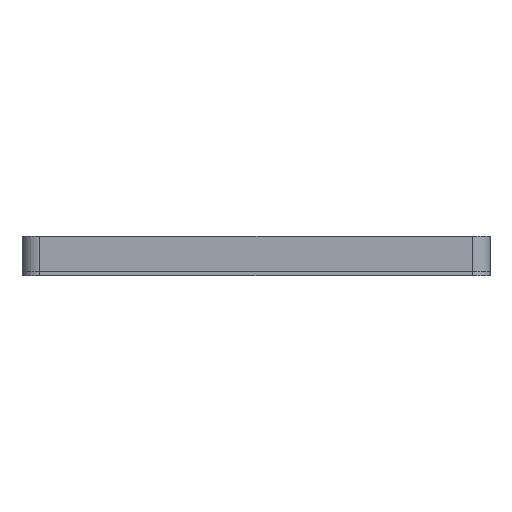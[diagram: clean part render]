
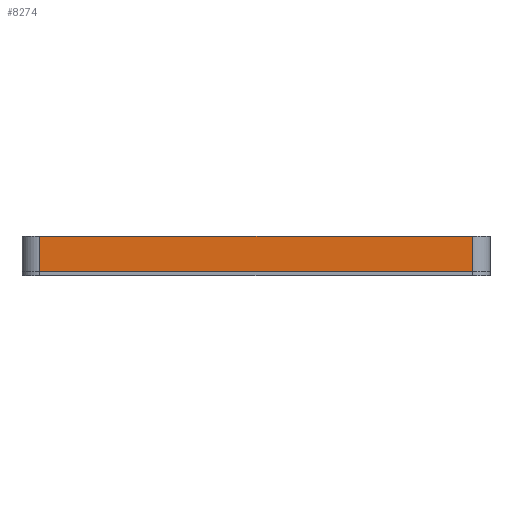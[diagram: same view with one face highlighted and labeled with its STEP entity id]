
A CAD part, front view. The second image highlights one B-rep face of the part: STEP entity #8274.
In plain terms, the highlighted face is planar.
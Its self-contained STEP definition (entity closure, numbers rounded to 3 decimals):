
#6813 = PLANE('',#6814);
#6814 = AXIS2_PLACEMENT_3D('',#6815,#6816,#6817);
#6815 = CARTESIAN_POINT('',(-53.,-13.,0.));
#6816 = DIRECTION('',(0.,0.,1.));
#6817 = DIRECTION('',(1.,0.,0.));
#6869 = PLANE('',#6870);
#6870 = AXIS2_PLACEMENT_3D('',#6871,#6872,#6873);
#6871 = CARTESIAN_POINT('',(-53.,-13.,8.));
#6872 = DIRECTION('',(0.,0.,1.));
#6873 = DIRECTION('',(1.,0.,0.));
#6997 = CYLINDRICAL_SURFACE('',#6998,4.);
#6998 = AXIS2_PLACEMENT_3D('',#6999,#7000,#7001);
#6999 = CARTESIAN_POINT('',(-49.,13.,0.));
#7000 = DIRECTION('',(-0.,-0.,-1.));
#7001 = DIRECTION('',(1.,0.,0.));
#7123 = VERTEX_POINT('',#7124);
#7124 = CARTESIAN_POINT('',(49.,17.,0.));
#7139 = CYLINDRICAL_SURFACE('',#7140,4.);
#7140 = AXIS2_PLACEMENT_3D('',#7141,#7142,#7143);
#7141 = CARTESIAN_POINT('',(49.,13.,0.));
#7142 = DIRECTION('',(-0.,-0.,-1.));
#7143 = DIRECTION('',(1.,0.,0.));
#7151 = EDGE_CURVE('',#7123,#7152,#7154,.T.);
#7152 = VERTEX_POINT('',#7153);
#7153 = CARTESIAN_POINT('',(-49.,17.,0.));
#7154 = SURFACE_CURVE('',#7155,(#7159,#7166),.PCURVE_S1.);
#7155 = LINE('',#7156,#7157);
#7156 = CARTESIAN_POINT('',(49.,17.,0.));
#7157 = VECTOR('',#7158,1.);
#7158 = DIRECTION('',(-1.,0.,0.));
#7159 = PCURVE('',#6813,#7160);
#7160 = DEFINITIONAL_REPRESENTATION('',(#7161),#7165);
#7161 = LINE('',#7162,#7163);
#7162 = CARTESIAN_POINT('',(102.,30.));
#7163 = VECTOR('',#7164,1.);
#7164 = DIRECTION('',(-1.,0.));
#7165 = ( GEOMETRIC_REPRESENTATION_CONTEXT(2) 
PARAMETRIC_REPRESENTATION_CONTEXT() REPRESENTATION_CONTEXT('2D SPACE',''
  ) );
#7166 = PCURVE('',#7167,#7172);
#7167 = PLANE('',#7168);
#7168 = AXIS2_PLACEMENT_3D('',#7169,#7170,#7171);
#7169 = CARTESIAN_POINT('',(49.,17.,0.));
#7170 = DIRECTION('',(0.,-1.,0.));
#7171 = DIRECTION('',(-1.,0.,0.));
#7172 = DEFINITIONAL_REPRESENTATION('',(#7173),#7177);
#7173 = LINE('',#7174,#7175);
#7174 = CARTESIAN_POINT('',(0.,-0.));
#7175 = VECTOR('',#7176,1.);
#7176 = DIRECTION('',(1.,0.));
#7177 = ( GEOMETRIC_REPRESENTATION_CONTEXT(2) 
PARAMETRIC_REPRESENTATION_CONTEXT() REPRESENTATION_CONTEXT('2D SPACE',''
  ) );
#7310 = EDGE_CURVE('',#7152,#7311,#7313,.T.);
#7311 = VERTEX_POINT('',#7312);
#7312 = CARTESIAN_POINT('',(-49.,17.,8.));
#7313 = SURFACE_CURVE('',#7314,(#7318,#7325),.PCURVE_S1.);
#7314 = LINE('',#7315,#7316);
#7315 = CARTESIAN_POINT('',(-49.,17.,0.));
#7316 = VECTOR('',#7317,1.);
#7317 = DIRECTION('',(0.,0.,1.));
#7318 = PCURVE('',#6997,#7319);
#7319 = DEFINITIONAL_REPRESENTATION('',(#7320),#7324);
#7320 = LINE('',#7321,#7322);
#7321 = CARTESIAN_POINT('',(-1.571,0.));
#7322 = VECTOR('',#7323,1.);
#7323 = DIRECTION('',(-0.,-1.));
#7324 = ( GEOMETRIC_REPRESENTATION_CONTEXT(2) 
PARAMETRIC_REPRESENTATION_CONTEXT() REPRESENTATION_CONTEXT('2D SPACE',''
  ) );
#7325 = PCURVE('',#7167,#7326);
#7326 = DEFINITIONAL_REPRESENTATION('',(#7327),#7331);
#7327 = LINE('',#7328,#7329);
#7328 = CARTESIAN_POINT('',(98.,0.));
#7329 = VECTOR('',#7330,1.);
#7330 = DIRECTION('',(0.,-1.));
#7331 = ( GEOMETRIC_REPRESENTATION_CONTEXT(2) 
PARAMETRIC_REPRESENTATION_CONTEXT() REPRESENTATION_CONTEXT('2D SPACE',''
  ) );
#7456 = VERTEX_POINT('',#7457);
#7457 = CARTESIAN_POINT('',(49.,17.,8.));
#7479 = EDGE_CURVE('',#7456,#7311,#7480,.T.);
#7480 = SURFACE_CURVE('',#7481,(#7485,#7492),.PCURVE_S1.);
#7481 = LINE('',#7482,#7483);
#7482 = CARTESIAN_POINT('',(49.,17.,8.));
#7483 = VECTOR('',#7484,1.);
#7484 = DIRECTION('',(-1.,0.,0.));
#7485 = PCURVE('',#6869,#7486);
#7486 = DEFINITIONAL_REPRESENTATION('',(#7487),#7491);
#7487 = LINE('',#7488,#7489);
#7488 = CARTESIAN_POINT('',(102.,30.));
#7489 = VECTOR('',#7490,1.);
#7490 = DIRECTION('',(-1.,0.));
#7491 = ( GEOMETRIC_REPRESENTATION_CONTEXT(2) 
PARAMETRIC_REPRESENTATION_CONTEXT() REPRESENTATION_CONTEXT('2D SPACE',''
  ) );
#7492 = PCURVE('',#7167,#7493);
#7493 = DEFINITIONAL_REPRESENTATION('',(#7494),#7498);
#7494 = LINE('',#7495,#7496);
#7495 = CARTESIAN_POINT('',(0.,-8.));
#7496 = VECTOR('',#7497,1.);
#7497 = DIRECTION('',(1.,0.));
#7498 = ( GEOMETRIC_REPRESENTATION_CONTEXT(2) 
PARAMETRIC_REPRESENTATION_CONTEXT() REPRESENTATION_CONTEXT('2D SPACE',''
  ) );
#8274 = ADVANCED_FACE('',(#8275),#7167,.F.);
#8275 = FACE_BOUND('',#8276,.F.);
#8276 = EDGE_LOOP('',(#8277,#8298,#8299,#8300));
#8277 = ORIENTED_EDGE('',*,*,#8278,.T.);
#8278 = EDGE_CURVE('',#7123,#7456,#8279,.T.);
#8279 = SURFACE_CURVE('',#8280,(#8284,#8291),.PCURVE_S1.);
#8280 = LINE('',#8281,#8282);
#8281 = CARTESIAN_POINT('',(49.,17.,0.));
#8282 = VECTOR('',#8283,1.);
#8283 = DIRECTION('',(0.,0.,1.));
#8284 = PCURVE('',#7167,#8285);
#8285 = DEFINITIONAL_REPRESENTATION('',(#8286),#8290);
#8286 = LINE('',#8287,#8288);
#8287 = CARTESIAN_POINT('',(0.,0.));
#8288 = VECTOR('',#8289,1.);
#8289 = DIRECTION('',(0.,-1.));
#8290 = ( GEOMETRIC_REPRESENTATION_CONTEXT(2) 
PARAMETRIC_REPRESENTATION_CONTEXT() REPRESENTATION_CONTEXT('2D SPACE',''
  ) );
#8291 = PCURVE('',#7139,#8292);
#8292 = DEFINITIONAL_REPRESENTATION('',(#8293),#8297);
#8293 = LINE('',#8294,#8295);
#8294 = CARTESIAN_POINT('',(-1.571,0.));
#8295 = VECTOR('',#8296,1.);
#8296 = DIRECTION('',(-0.,-1.));
#8297 = ( GEOMETRIC_REPRESENTATION_CONTEXT(2) 
PARAMETRIC_REPRESENTATION_CONTEXT() REPRESENTATION_CONTEXT('2D SPACE',''
  ) );
#8298 = ORIENTED_EDGE('',*,*,#7479,.T.);
#8299 = ORIENTED_EDGE('',*,*,#7310,.F.);
#8300 = ORIENTED_EDGE('',*,*,#7151,.F.);
